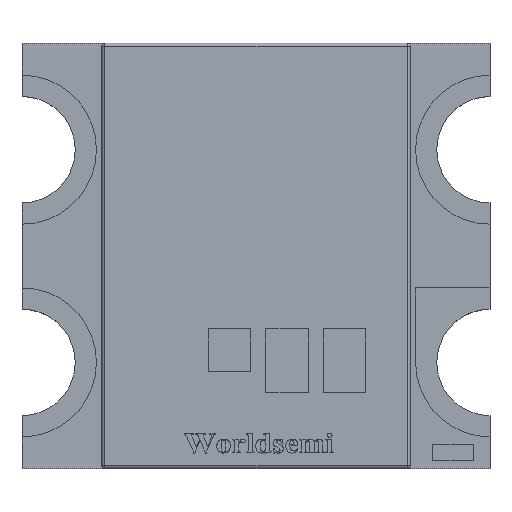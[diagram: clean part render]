
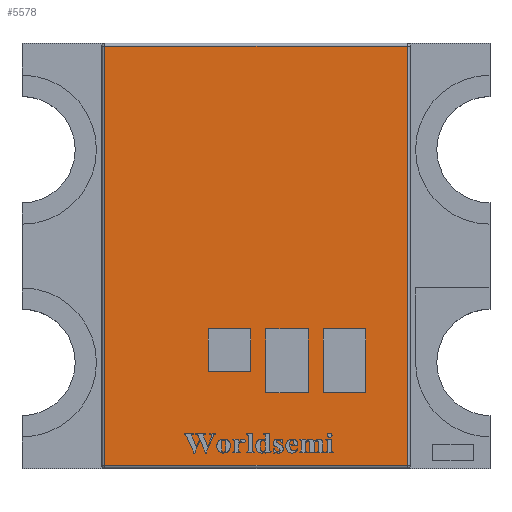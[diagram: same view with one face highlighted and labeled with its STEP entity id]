
A CAD part, top view. The second image highlights one B-rep face of the part: STEP entity #5578.
In plain terms, the highlighted planar face has unit normal (0, 0, 1).
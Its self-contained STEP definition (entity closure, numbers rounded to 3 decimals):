
#508=PLANE('',#6190);
#720=FACE_OUTER_BOUND('',#1044,.T.);
#1044=EDGE_LOOP('',(#4223,#4224,#4225,#4226));
#1435=LINE('',#7808,#1997);
#1439=LINE('',#7824,#2001);
#1442=LINE('',#7828,#2004);
#1448=LINE('',#7843,#2010);
#1997=VECTOR('',#6702,10.);
#2001=VECTOR('',#6720,10.);
#2004=VECTOR('',#6725,10.);
#2010=VECTOR('',#6741,10.);
#2563=VERTEX_POINT('',#7790);
#2564=VERTEX_POINT('',#7794);
#2567=VERTEX_POINT('',#7801);
#2574=VERTEX_POINT('',#7820);
#3174=EDGE_CURVE('',#2567,#2563,#1435,.T.);
#3182=EDGE_CURVE('',#2564,#2574,#1439,.T.);
#3185=EDGE_CURVE('',#2574,#2567,#1442,.T.);
#3193=EDGE_CURVE('',#2563,#2564,#1448,.T.);
#4223=ORIENTED_EDGE('',*,*,#3182,.F.);
#4224=ORIENTED_EDGE('',*,*,#3193,.F.);
#4225=ORIENTED_EDGE('',*,*,#3174,.F.);
#4226=ORIENTED_EDGE('',*,*,#3185,.F.);
#5578=ADVANCED_FACE('',(#720),#508,.T.);
#6190=AXIS2_PLACEMENT_3D('',#7857,#6758,#6759);
#6702=DIRECTION('',(0.,-1.,0.));
#6720=DIRECTION('',(0.,1.,0.));
#6725=DIRECTION('',(1.,0.,0.));
#6741=DIRECTION('',(-1.,0.,0.));
#6758=DIRECTION('center_axis',(0.,0.,1.));
#6759=DIRECTION('ref_axis',(1.,0.,0.));
#7790=CARTESIAN_POINT('',(0.71,-0.985,0.84));
#7794=CARTESIAN_POINT('',(-0.71,-0.985,0.84));
#7801=CARTESIAN_POINT('',(0.71,0.985,0.84));
#7808=CARTESIAN_POINT('',(0.71,0.,0.84));
#7820=CARTESIAN_POINT('',(-0.71,0.985,0.84));
#7824=CARTESIAN_POINT('',(-0.71,0.,0.84));
#7828=CARTESIAN_POINT('',(-0.363,0.985,0.84));
#7843=CARTESIAN_POINT('',(-0.363,-0.985,0.84));
#7857=CARTESIAN_POINT('Origin',(-0.725,0.,0.84));
